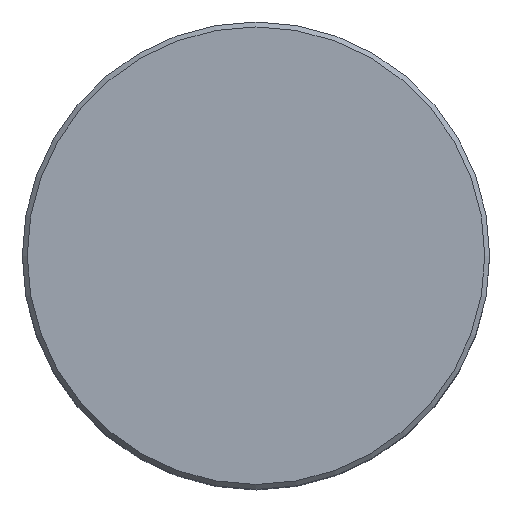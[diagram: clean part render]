
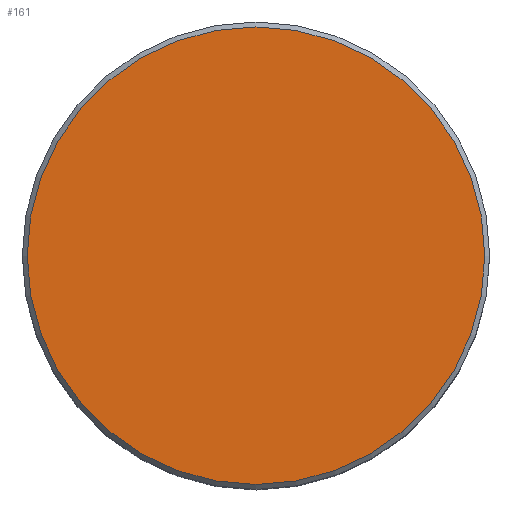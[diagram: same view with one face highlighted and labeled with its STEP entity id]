
A CAD part, top view. The second image highlights one B-rep face of the part: STEP entity #161.
In plain terms, the highlighted planar face has unit normal (0, 0, 1).
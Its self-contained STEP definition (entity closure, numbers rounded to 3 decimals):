
#22=CIRCLE('',#186,4.65);
#34=FACE_OUTER_BOUND('',#44,.T.);
#44=EDGE_LOOP('',(#137));
#87=VERTEX_POINT('',#273);
#104=EDGE_CURVE('',#87,#87,#22,.T.);
#137=ORIENTED_EDGE('',*,*,#104,.F.);
#152=PLANE('',#189);
#161=ADVANCED_FACE('',(#34),#152,.T.);
#186=AXIS2_PLACEMENT_3D('',#275,#225,#226);
#189=AXIS2_PLACEMENT_3D('',#280,#232,#233);
#225=DIRECTION('center_axis',(0.,0.,-1.));
#226=DIRECTION('ref_axis',(1.,0.,0.));
#232=DIRECTION('center_axis',(0.,0.,1.));
#233=DIRECTION('ref_axis',(1.,0.,0.));
#273=CARTESIAN_POINT('',(-4.65,0.,7.));
#275=CARTESIAN_POINT('Origin',(0.,0.,7.));
#280=CARTESIAN_POINT('Origin',(0.,0.,7.));
